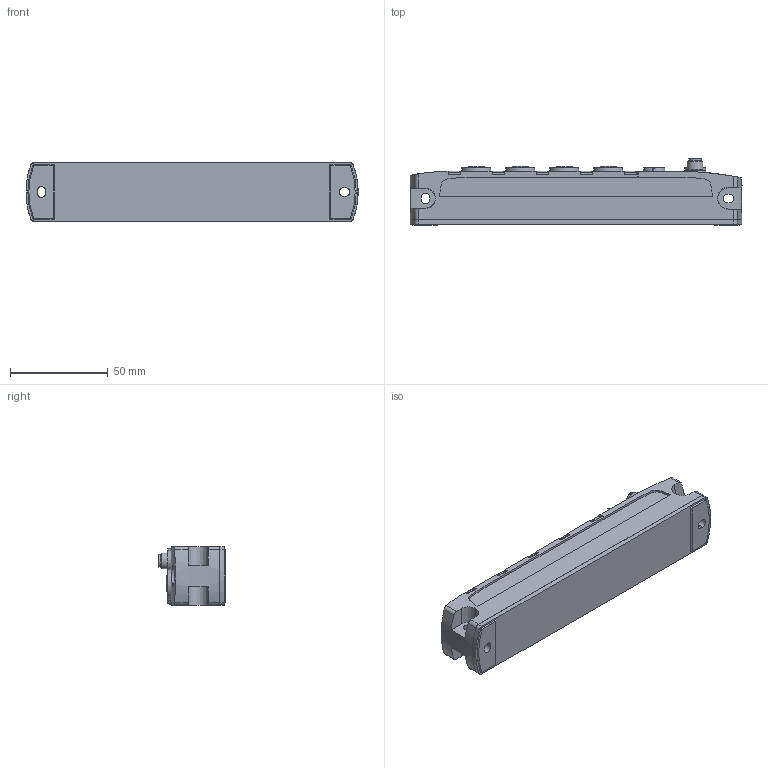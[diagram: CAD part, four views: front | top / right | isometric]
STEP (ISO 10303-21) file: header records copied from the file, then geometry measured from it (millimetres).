
FILE_DESCRIPTION(/* description */ ('STEP AP214'),/* implementation_level */ '2;1');
FILE_NAME(/* name */ '8086606_CPX-AP-I-4AI-U-I-RTD-M12',/* time_stamp */ '2024-07-27T02:47:14+02:00',/* author */ ('License CC BY-ND 4.0'),/* organization */ ('CADENAS'),/* preprocessor_version */ 'ST-DEVELOPER v19.3',/* originating_system */ 'PARTsolutions',/* authorisation */ ' ');
FILE_SCHEMA (('AUTOMOTIVE_DESIGN {1 0 10303 214 3 1 1}'));
Length unit declared in the file: millimetre
Products named in the file (1): 8086606 CPX-AP-I-4AI-U-I-RTD-M12---(high)
Bounding box: 169.82 x 34.2 x 30 mm (x, y, z)
Volume: 124343.3 mm3; surface area: 31585.3 mm2
Topology: 1 solids, 1 shells, 1113 faces, 2899 edges, 1901 vertices
Faces by surface type: plane 726, cylinder 297, cone 81, torus 5, sphere 4
Full cylindrical faces by diameter (mm): 0.87 x8, 1 x4, 1.05 x24, 5.7 x1, 5.8 x1, 6.5 x1, 6.917 x3, 8 x1, 10.917 x4
Entity records: 41463 total; most frequent: CARTESIAN_POINT 6060, DIRECTION 5761, ORIENTED_EDGE 5584, EDGE_CURVE 2792, LINE 1921, VECTOR 1921, AXIS2_PLACEMENT_3D 1920, VERTEX_POINT 1900
